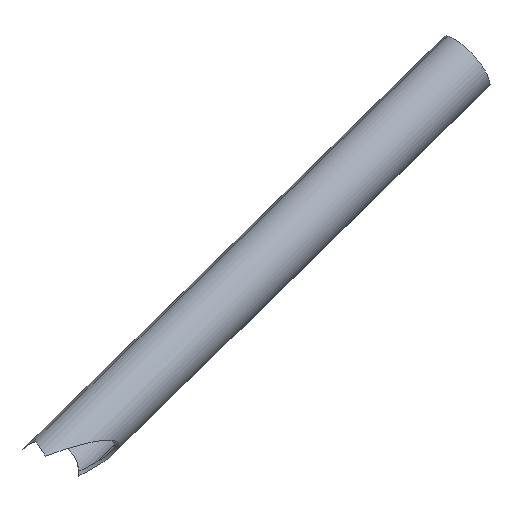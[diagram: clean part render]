
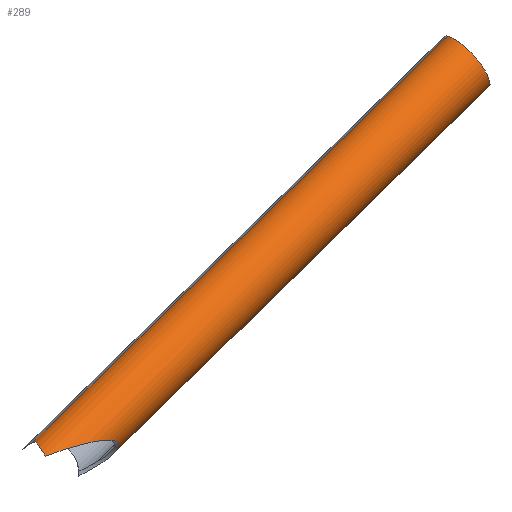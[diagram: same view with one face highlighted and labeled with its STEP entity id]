
A CAD part, front view. The second image highlights one B-rep face of the part: STEP entity #289.
In plain terms, the highlighted cylindrical face has radius 14 mm (diameter 28 mm), a partial arc.
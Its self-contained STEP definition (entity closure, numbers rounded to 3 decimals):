
#58=CARTESIAN_POINT('Control Point',(-2097.182,-195.374,269.347)) ;
#59=CARTESIAN_POINT('Control Point',(-2096.665,-196.491,269.243)) ;
#60=CARTESIAN_POINT('Control Point',(-2096.224,-197.651,269.24)) ;
#61=CARTESIAN_POINT('Control Point',(-2095.864,-198.838,269.341)) ;
#62=CARTESIAN_POINT('Control Point',(-2095.324,-201.222,269.746)) ;
#63=CARTESIAN_POINT('Control Point',(-2095.149,-203.564,270.539)) ;
#64=CARTESIAN_POINT('Control Point',(-2095.156,-204.703,271.027)) ;
#65=CARTESIAN_POINT('Control Point',(-2095.357,-206.879,272.169)) ;
#66=CARTESIAN_POINT('Control Point',(-2095.922,-208.799,273.607)) ;
#67=CARTESIAN_POINT('Control Point',(-2096.291,-209.676,274.388)) ;
#68=CARTESIAN_POINT('Control Point',(-2097.19,-211.238,276.048)) ;
#69=CARTESIAN_POINT('Control Point',(-2098.383,-212.38,277.858)) ;
#70=CARTESIAN_POINT('Control Point',(-2099.043,-212.835,278.784)) ;
#71=CARTESIAN_POINT('Control Point',(-2100.471,-213.499,280.654)) ;
#72=CARTESIAN_POINT('Control Point',(-2102.068,-213.659,282.499)) ;
#73=CARTESIAN_POINT('Control Point',(-2102.896,-213.61,283.4)) ;
#74=CARTESIAN_POINT('Control Point',(-2104.591,-213.254,285.137)) ;
#75=CARTESIAN_POINT('Control Point',(-2106.298,-212.405,286.679)) ;
#76=CARTESIAN_POINT('Control Point',(-2107.144,-211.859,287.39)) ;
#77=CARTESIAN_POINT('Control Point',(-2108.793,-210.545,288.671)) ;
#78=CARTESIAN_POINT('Control Point',(-2110.297,-208.837,289.625)) ;
#79=CARTESIAN_POINT('Control Point',(-2111.003,-207.893,290.012)) ;
#80=CARTESIAN_POINT('Control Point',(-2111.789,-206.658,290.366)) ;
#81=CARTESIAN_POINT('Control Point',(-2112.473,-205.342,290.572)) ;
#82=CARTESIAN_POINT('Control Point',(-2112.591,-205.105,290.604)) ;
#83=CARTESIAN_POINT('Control Point',(-2112.706,-204.866,290.631)) ;
#84=CARTESIAN_POINT('Control Point',(-2112.818,-204.626,290.653)) ;
#85=CARTESIAN_POINT('Vertex',(-2097.182,-195.374,269.347)) ;
#87=CARTESIAN_POINT('Vertex',(-2112.818,-204.626,290.653)) ;
#184=CARTESIAN_POINT('Axis2P3D Location',(327065.841,194558.776,322329.028)) ;
#190=CARTESIAN_POINT('Control Point',(-2281.191,-316.226,114.866)) ;
#191=CARTESIAN_POINT('Control Point',(-2281.32,-316.078,115.109)) ;
#192=CARTESIAN_POINT('Control Point',(-2281.45,-315.925,115.349)) ;
#193=CARTESIAN_POINT('Control Point',(-2281.542,-315.809,115.517)) ;
#194=CARTESIAN_POINT('Control Point',(-2281.69,-315.622,115.785)) ;
#195=CARTESIAN_POINT('Control Point',(-2281.837,-315.428,116.047)) ;
#196=CARTESIAN_POINT('Control Point',(-2281.93,-315.306,116.211)) ;
#197=CARTESIAN_POINT('Control Point',(-2282.758,-314.154,117.648)) ;
#198=CARTESIAN_POINT('Control Point',(-2283.569,-312.766,118.896)) ;
#199=CARTESIAN_POINT('Control Point',(-2284.228,-311.44,119.79)) ;
#200=CARTESIAN_POINT('Control Point',(-2284.841,-309.988,120.491)) ;
#201=CARTESIAN_POINT('Control Point',(-2285.391,-308.446,120.976)) ;
#202=CARTESIAN_POINT('Vertex',(-2281.191,-316.226,114.866)) ;
#204=CARTESIAN_POINT('Vertex',(-2285.391,-308.446,120.976)) ;
#208=CARTESIAN_POINT('Control Point',(-2281.191,-316.226,114.866)) ;
#209=CARTESIAN_POINT('Control Point',(-2280.74,-316.12,115.041)) ;
#210=CARTESIAN_POINT('Control Point',(-2280.288,-316.011,115.214)) ;
#211=CARTESIAN_POINT('Control Point',(-2279.997,-315.937,115.324)) ;
#212=CARTESIAN_POINT('Control Point',(-2279.576,-315.831,115.483)) ;
#213=CARTESIAN_POINT('Control Point',(-2279.155,-315.722,115.641)) ;
#214=CARTESIAN_POINT('Control Point',(-2278.864,-315.647,115.75)) ;
#215=CARTESIAN_POINT('Control Point',(-2277.767,-315.352,116.154)) ;
#216=CARTESIAN_POINT('Control Point',(-2276.672,-315.039,116.545)) ;
#217=CARTESIAN_POINT('Control Point',(-2276.027,-314.848,116.772)) ;
#218=CARTESIAN_POINT('Control Point',(-2273.03,-313.927,117.805)) ;
#219=CARTESIAN_POINT('Control Point',(-2270.047,-312.86,118.742)) ;
#220=CARTESIAN_POINT('Control Point',(-2267.739,-311.936,119.407)) ;
#221=CARTESIAN_POINT('Control Point',(-2264.532,-310.495,120.237)) ;
#222=CARTESIAN_POINT('Control Point',(-2261.41,-308.807,120.872)) ;
#223=CARTESIAN_POINT('Control Point',(-2260.543,-308.313,121.033)) ;
#224=CARTESIAN_POINT('Control Point',(-2258.831,-307.28,121.317)) ;
#225=CARTESIAN_POINT('Control Point',(-2257.17,-306.143,121.51)) ;
#226=CARTESIAN_POINT('Control Point',(-2256.354,-305.545,121.581)) ;
#227=CARTESIAN_POINT('Control Point',(-2255.56,-304.914,121.621)) ;
#228=CARTESIAN_POINT('Control Point',(-2254.798,-304.246,121.621)) ;
#229=CARTESIAN_POINT('Vertex',(-2254.798,-304.246,121.621)) ;
#233=CARTESIAN_POINT('Control Point',(-2254.798,-304.246,121.621)) ;
#234=CARTESIAN_POINT('Control Point',(-2253.941,-303.495,121.621)) ;
#235=CARTESIAN_POINT('Control Point',(-2253.126,-302.696,121.571)) ;
#236=CARTESIAN_POINT('Control Point',(-2252.361,-301.837,121.457)) ;
#237=CARTESIAN_POINT('Control Point',(-2251.32,-300.414,121.148)) ;
#238=CARTESIAN_POINT('Control Point',(-2250.657,-298.876,120.57)) ;
#239=CARTESIAN_POINT('Control Point',(-2250.48,-298.321,120.328)) ;
#240=CARTESIAN_POINT('Control Point',(-2250.286,-297.266,119.793)) ;
#241=CARTESIAN_POINT('Control Point',(-2250.368,-296.263,119.143)) ;
#242=CARTESIAN_POINT('Control Point',(-2250.472,-295.81,118.814)) ;
#243=CARTESIAN_POINT('Control Point',(-2250.841,-294.825,118.023)) ;
#244=CARTESIAN_POINT('Control Point',(-2251.46,-294.002,117.197)) ;
#245=CARTESIAN_POINT('Control Point',(-2251.873,-293.585,116.725)) ;
#246=CARTESIAN_POINT('Control Point',(-2253.232,-292.48,115.336)) ;
#247=CARTESIAN_POINT('Control Point',(-2254.887,-291.73,114.005)) ;
#248=CARTESIAN_POINT('Control Point',(-2256.04,-291.342,113.158)) ;
#249=CARTESIAN_POINT('Control Point',(-2257.243,-291.038,112.337)) ;
#250=CARTESIAN_POINT('Control Point',(-2258.476,-290.806,111.542)) ;
#251=CARTESIAN_POINT('Vertex',(-2258.476,-290.806,111.542)) ;
#254=CARTESIAN_POINT('Line Origine',(326985.506,194511.245,322232.13)) ;
#258=CARTESIAN_POINT('Vertex',(-2097.239,-195.408,269.291)) ;
#261=CARTESIAN_POINT('Line Origine',(326985.506,194511.245,322232.13)) ;
#266=CARTESIAN_POINT('Line Origine',(326969.985,194502.061,322253.548)) ;
#270=CARTESIAN_POINT('Vertex',(-2286.776,-307.551,120.459)) ;
#274=CARTESIAN_POINT('Control Point',(-2286.776,-307.551,120.459)) ;
#275=CARTESIAN_POINT('Control Point',(-2286.327,-307.854,120.654)) ;
#276=CARTESIAN_POINT('Control Point',(-2285.865,-308.153,120.827)) ;
#277=CARTESIAN_POINT('Control Point',(-2285.391,-308.446,120.976)) ;
#185=DIRECTION('Axis2P3D Direction',(-0.658,-0.39,-0.644)) ;
#186=DIRECTION('Axis2P3D XDirection',(0.554,0.328,-0.765)) ;
#255=DIRECTION('Vector Direction',(-0.658,-0.39,-0.644)) ;
#262=DIRECTION('Vector Direction',(-0.658,-0.39,-0.644)) ;
#267=DIRECTION('Vector Direction',(-0.658,-0.39,-0.644)) ;
#187=AXIS2_PLACEMENT_3D('Cylinder Axis2P3D',#184,#185,#186) ;
#280=ORIENTED_EDGE('',*,*,#206,.F.) ;
#281=ORIENTED_EDGE('',*,*,#231,.T.) ;
#282=ORIENTED_EDGE('',*,*,#253,.T.) ;
#283=ORIENTED_EDGE('',*,*,#260,.F.) ;
#284=ORIENTED_EDGE('',*,*,#265,.T.) ;
#285=ORIENTED_EDGE('',*,*,#89,.T.) ;
#286=ORIENTED_EDGE('',*,*,#272,.T.) ;
#287=ORIENTED_EDGE('',*,*,#278,.T.) ;
#256=VECTOR('Line Direction',#255,1.) ;
#263=VECTOR('Line Direction',#262,1.) ;
#268=VECTOR('Line Direction',#267,1.) ;
#289=ADVANCED_FACE('Corps principal',(#288),#188,.T.) ;
#57=B_SPLINE_CURVE_WITH_KNOTS('',5,(#58,#59,#60,#61,#62,#63,#64,#65,#66,#67,#68,#69,#70,#71,#72,#73,#74,#75,#76,#77,#78,#79,#80,#81,#82,#83,#84),.UNSPECIFIED.,.F.,.U.,(6,3,3,3,3,3,3,3,6),(0.,8.728,17.422,26.056,34.646,43.241,51.885,60.588,62.471),.UNSPECIFIED.) ;
#189=B_SPLINE_CURVE_WITH_KNOTS('',5,(#190,#191,#192,#193,#194,#195,#196,#197,#198,#199,#200,#201),.UNSPECIFIED.,.F.,.U.,(6,3,3,6),(0.,2.211,4.422,16.489),.UNSPECIFIED.) ;
#207=B_SPLINE_CURVE_WITH_KNOTS('',5,(#208,#209,#210,#211,#212,#213,#214,#215,#216,#217,#218,#219,#220,#221,#222,#223,#224,#225,#226,#227,#228),.UNSPECIFIED.,.F.,.U.,(6,3,3,3,3,3,6),(0.,3.506,7.011,12.028,30.351,37.516,44.681),.UNSPECIFIED.) ;
#232=B_SPLINE_CURVE_WITH_KNOTS('',5,(#233,#234,#235,#236,#237,#238,#239,#240,#241,#242,#243,#244,#245,#246,#247,#248,#249,#250),.UNSPECIFIED.,.F.,.U.,(6,3,3,3,3,6),(0.,8.057,12.47,16.462,21.731,32.234),.UNSPECIFIED.) ;
#273=B_SPLINE_CURVE_WITH_KNOTS('',3,(#274,#275,#276,#277),.UNSPECIFIED.,.F.,.U.,(4,4),(0.,2.445),.UNSPECIFIED.) ;
#188=CYLINDRICAL_SURFACE('generated cylinder',#187,14.) ;
#89=EDGE_CURVE('',#86,#88,#57,.T.) ;
#206=EDGE_CURVE('',#203,#205,#189,.T.) ;
#231=EDGE_CURVE('',#203,#230,#207,.T.) ;
#253=EDGE_CURVE('',#230,#252,#232,.T.) ;
#260=EDGE_CURVE('',#259,#252,#257,.T.) ;
#265=EDGE_CURVE('',#259,#86,#264,.F.) ;
#272=EDGE_CURVE('',#88,#271,#269,.T.) ;
#278=EDGE_CURVE('',#271,#205,#273,.T.) ;
#279=EDGE_LOOP('',(#280,#281,#282,#283,#284,#285,#286,#287)) ;
#288=FACE_OUTER_BOUND('',#279,.T.) ;
#257=LINE('Line',#254,#256) ;
#264=LINE('Line',#261,#263) ;
#269=LINE('Line',#266,#268) ;
#86=VERTEX_POINT('',#85) ;
#88=VERTEX_POINT('',#87) ;
#203=VERTEX_POINT('',#202) ;
#205=VERTEX_POINT('',#204) ;
#230=VERTEX_POINT('',#229) ;
#252=VERTEX_POINT('',#251) ;
#259=VERTEX_POINT('',#258) ;
#271=VERTEX_POINT('',#270) ;
